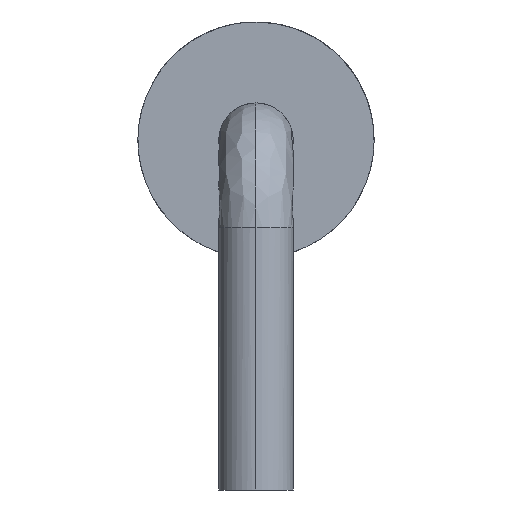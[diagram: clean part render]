
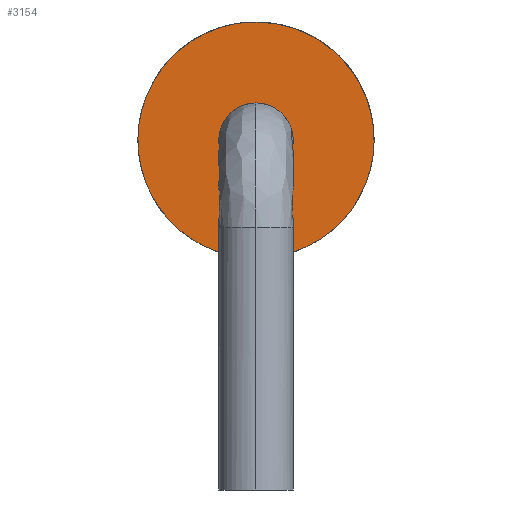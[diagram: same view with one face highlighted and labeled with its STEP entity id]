
A CAD part, left-side view. The second image highlights one B-rep face of the part: STEP entity #3154.
In plain terms, the highlighted planar face has unit normal (-1, 0, 0).
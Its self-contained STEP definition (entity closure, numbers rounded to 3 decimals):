
#57 = CARTESIAN_POINT ( 'NONE',  ( 0., 0., -1.35 ) ) ;
#140 = CARTESIAN_POINT ( 'NONE',  ( 0., -1.35, -0.177 ) ) ;
#253 = CARTESIAN_POINT ( 'NONE',  ( 0., 0., -1.35 ) ) ;
#284 = CARTESIAN_POINT ( 'NONE',  ( 0., 1.315, 0.353 ) ) ;
#313 = CARTESIAN_POINT ( 'NONE',  ( 0., 0.353, -1.315 ) ) ;
#326 = CARTESIAN_POINT ( 'NONE',  ( 0., 0.379, 0.222 ) ) ;
#341 = CARTESIAN_POINT ( 'NONE',  ( 0., 0.353, 1.315 ) ) ;
#500 = CARTESIAN_POINT ( 'NONE',  ( 0., -1.35, 0.177 ) ) ;
#539 = EDGE_CURVE ( 'NONE', #5634, #5857, #3851, .T. ) ;
#591 = CARTESIAN_POINT ( 'NONE',  ( 0., 0., 1.35 ) ) ;
#863 = CARTESIAN_POINT ( 'NONE',  ( 0., -0.425, -0.111 ) ) ;
#924 = CARTESIAN_POINT ( 'NONE',  ( 0., 0., 0.425 ) ) ;
#960 = CARTESIAN_POINT ( 'NONE',  ( 0., -0.222, 0.379 ) ) ;
#976 = EDGE_CURVE ( 'NONE', #1748, #3576, #3702, .T. ) ;
#1041 = CARTESIAN_POINT ( 'NONE',  ( 0., -1.18, 0.68 ) ) ;
#1075 = ORIENTED_EDGE ( 'NONE', *, *, #4957, .F. ) ;
#1188 = CARTESIAN_POINT ( 'NONE',  ( 0., 1.08, -0.83 ) ) ;
#1259 = CARTESIAN_POINT ( 'NONE',  ( 0., 0., 0. ) ) ;
#1271 = CARTESIAN_POINT ( 'NONE',  ( 0., 1.35, 0.177 ) ) ;
#1337 = CARTESIAN_POINT ( 'NONE',  ( 0., 0., 1.35 ) ) ;
#1400 = CARTESIAN_POINT ( 'NONE',  ( 0., -1.08, -0.83 ) ) ;
#1543 = EDGE_LOOP ( 'NONE', ( #1075, #4290 ) ) ;
#1748 = VERTEX_POINT ( 'NONE', #3068 ) ;
#1795 = CARTESIAN_POINT ( 'NONE',  ( 0., -0.111, -0.425 ) ) ;
#2026 = CARTESIAN_POINT ( 'NONE',  ( 0., 0.379, -0.222 ) ) ;
#2105 = CARTESIAN_POINT ( 'NONE',  ( 0., 0.177, 1.35 ) ) ;
#2144 = CARTESIAN_POINT ( 'NONE',  ( 0., 0.425, 0.111 ) ) ;
#2167 = CARTESIAN_POINT ( 'NONE',  ( 0., 0.68, 1.18 ) ) ;
#2273 = CARTESIAN_POINT ( 'NONE',  ( 0., -0.111, 0.425 ) ) ;
#2295 = CARTESIAN_POINT ( 'NONE',  ( 0., -0.68, -1.18 ) ) ;
#2302 = CARTESIAN_POINT ( 'NONE',  ( 0., -0.379, 0.222 ) ) ;
#2336 = AXIS2_PLACEMENT_3D ( 'NONE', #1259, #2977, #3402 ) ;
#2479 = CARTESIAN_POINT ( 'NONE',  ( 0., 0.222, 0.379 ) ) ;
#2509 = FACE_BOUND ( 'NONE', #1543, .T. ) ;
#2571 = CARTESIAN_POINT ( 'NONE',  ( 0., 0., 0.425 ) ) ;
#2848 = ORIENTED_EDGE ( 'NONE', *, *, #976, .F. ) ;
#2916 = CARTESIAN_POINT ( 'NONE',  ( 0., 0., -0.425 ) ) ;
#2977 = DIRECTION ( 'NONE',  ( 1., 0., 0. ) ) ;
#2990 = CARTESIAN_POINT ( 'NONE',  ( 0., 1.35, -0.177 ) ) ;
#3056 = CARTESIAN_POINT ( 'NONE',  ( 0., 1.315, -0.353 ) ) ;
#3068 = CARTESIAN_POINT ( 'NONE',  ( 0., 0., -1.35 ) ) ;
#3134 = CARTESIAN_POINT ( 'NONE',  ( 0., -0.425, 0.111 ) ) ;
#3154 = ADVANCED_FACE ( 'NONE', ( #2509, #5324 ), #4425, .F. ) ;
#3186 = CARTESIAN_POINT ( 'NONE',  ( 0., 0., -0.425 ) ) ;
#3214 = CARTESIAN_POINT ( 'NONE',  ( 0., -0.177, -1.35 ) ) ;
#3299 = CARTESIAN_POINT ( 'NONE',  ( 0., -0.353, 1.315 ) ) ;
#3347 = EDGE_LOOP ( 'NONE', ( #2848, #4306 ) ) ;
#3369 = CARTESIAN_POINT ( 'NONE',  ( 0., 0.111, -0.425 ) ) ;
#3400 = CARTESIAN_POINT ( 'NONE',  ( 0., 0.425, -0.111 ) ) ;
#3402 = DIRECTION ( 'NONE',  ( 0., 0., -1. ) ) ;
#3435 = CARTESIAN_POINT ( 'NONE',  ( 0., 0., -0.425 ) ) ;
#3479 = CARTESIAN_POINT ( 'NONE',  ( 0., 1.18, 0.68 ) ) ;
#3576 = VERTEX_POINT ( 'NONE', #1337 ) ;
#3643 = CARTESIAN_POINT ( 'NONE',  ( 0., -0.222, -0.379 ) ) ;
#3667 = CARTESIAN_POINT ( 'NONE',  ( 0., -0.177, 1.35 ) ) ;
#3702 = B_SPLINE_CURVE_WITH_KNOTS ( 'NONE', 3,
 ( #253, #5697, #313, #5731, #3869, #1188, #5361, #3056, #2990, #1271, #284, #3479, #3958, #4857, #2167, #341, #2105, #3928 ),
 .UNSPECIFIED., .F., .F.,
 ( 4, 2, 2, 2, 2, 2, 2, 2, 4 ),
 ( 0.75, 0.813, 0.875, 0.938, 1., 1.063, 1.125, 1.188, 1.25 ),
 .UNSPECIFIED. ) ;
#3723 = CARTESIAN_POINT ( 'NONE',  ( 0., -1.315, 0.353 ) ) ;
#3851 = B_SPLINE_CURVE_WITH_KNOTS ( 'NONE', 3,
 ( #3186, #1795, #3643, #4548, #863, #3134, #2302, #960, #2273, #924 ),
 .UNSPECIFIED., .F., .F.,
 ( 4, 2, 2, 2, 4 ),
 ( 0.5, 0.625, 0.75, 0.875, 1. ),
 .UNSPECIFIED. ) ;
#3869 = CARTESIAN_POINT ( 'NONE',  ( 0., 0.83, -1.08 ) ) ;
#3928 = CARTESIAN_POINT ( 'NONE',  ( 0., 0., 1.35 ) ) ;
#3958 = CARTESIAN_POINT ( 'NONE',  ( 0., 1.08, 0.83 ) ) ;
#4174 = CARTESIAN_POINT ( 'NONE',  ( 0., -1.315, -0.353 ) ) ;
#4290 = ORIENTED_EDGE ( 'NONE', *, *, #539, .F. ) ;
#4306 = ORIENTED_EDGE ( 'NONE', *, *, #5070, .F. ) ;
#4361 = B_SPLINE_CURVE_WITH_KNOTS ( 'NONE', 3,
 ( #2571, #4398, #2479, #326, #2144, #3400, #2026, #5651, #3369, #2916 ),
 .UNSPECIFIED., .F., .F.,
 ( 4, 2, 2, 2, 4 ),
 ( 0., 0.125, 0.25, 0.375, 0.5 ),
 .UNSPECIFIED. ) ;
#4398 = CARTESIAN_POINT ( 'NONE',  ( 0., 0.111, 0.425 ) ) ;
#4425 = PLANE ( 'NONE',  #2336 ) ;
#4548 = CARTESIAN_POINT ( 'NONE',  ( 0., -0.379, -0.222 ) ) ;
#4600 = CARTESIAN_POINT ( 'NONE',  ( 0., -1.08, 0.83 ) ) ;
#4601 = CARTESIAN_POINT ( 'NONE',  ( 0., 0., 0.425 ) ) ;
#4857 = CARTESIAN_POINT ( 'NONE',  ( 0., 0.83, 1.08 ) ) ;
#4957 = EDGE_CURVE ( 'NONE', #5857, #5634, #4361, .T. ) ;
#5070 = EDGE_CURVE ( 'NONE', #3576, #1748, #5225, .T. ) ;
#5079 = CARTESIAN_POINT ( 'NONE',  ( 0., -1.18, -0.68 ) ) ;
#5166 = CARTESIAN_POINT ( 'NONE',  ( 0., -0.68, 1.18 ) ) ;
#5225 = B_SPLINE_CURVE_WITH_KNOTS ( 'NONE', 3,
 ( #591, #3667, #3299, #5166, #5493, #4600, #1041, #3723, #500, #140, #4174, #5079, #1400, #5551, #2295, #5584, #3214, #57 ),
 .UNSPECIFIED., .F., .F.,
 ( 4, 2, 2, 2, 2, 2, 2, 2, 4 ),
 ( 0.25, 0.313, 0.375, 0.438, 0.5, 0.563, 0.625, 0.688, 0.75 ),
 .UNSPECIFIED. ) ;
#5324 = FACE_OUTER_BOUND ( 'NONE', #3347, .T. ) ;
#5361 = CARTESIAN_POINT ( 'NONE',  ( 0., 1.18, -0.68 ) ) ;
#5493 = CARTESIAN_POINT ( 'NONE',  ( 0., -0.83, 1.08 ) ) ;
#5551 = CARTESIAN_POINT ( 'NONE',  ( 0., -0.83, -1.08 ) ) ;
#5584 = CARTESIAN_POINT ( 'NONE',  ( 0., -0.353, -1.315 ) ) ;
#5634 = VERTEX_POINT ( 'NONE', #3435 ) ;
#5651 = CARTESIAN_POINT ( 'NONE',  ( 0., 0.222, -0.379 ) ) ;
#5697 = CARTESIAN_POINT ( 'NONE',  ( 0., 0.177, -1.35 ) ) ;
#5731 = CARTESIAN_POINT ( 'NONE',  ( 0., 0.68, -1.18 ) ) ;
#5857 = VERTEX_POINT ( 'NONE', #4601 ) ;
